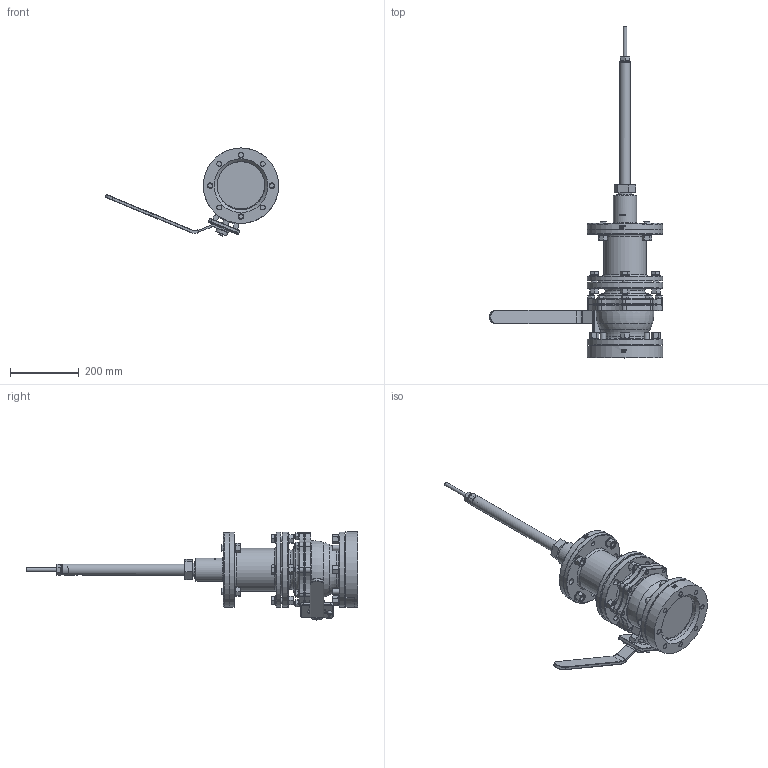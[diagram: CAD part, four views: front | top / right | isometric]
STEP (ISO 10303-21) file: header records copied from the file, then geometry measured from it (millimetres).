
FILE_DESCRIPTION (( 'STEP AP214' ), '1' );
FILE_NAME ('DB-100-SB-03 Closed Valve w sensor and 0,5m ext tube Solid.STEP', '2016-12-06T15:59:50', ( '' ), ( '' ), 'SwSTEP 2.0', 'SolidWorks 2016', '' );
FILE_SCHEMA (( 'AUTOMOTIVE_DESIGN' ));
Length unit declared in the file: millimetre
Products named in the file (1): DB-100-SB-03 Closed Valve w sensor and 0,5m ext tube Solid
Bounding box: 506.01 x 968.7 x 256.82 mm (x, y, z)
Volume: 10857848.4 mm3; surface area: 1129565.1 mm2
Topology: 61 solids, 63 shells, 1933 faces, 4660 edges, 2906 vertices
Faces by surface type: plane 914, cone 453, cylinder 344, torus 137, bspline 74, sphere 11
Full cylindrical faces by diameter (mm): 3.3 x1, 4 x1, 6.8 x1, 7 x2, 8 x6, 9 x2, 9.429 x2, 10 x4, 10.2 x8, 11 x2, 12 x17, 13 x13, 14 x24, 16 x28, 17 x8, 17.5 x14, 17.8 x8, 18 x9, 20 x1, 23 x1, 24 x5, 25.9 x3, 26 x2, 28 x3, 32 x1, 32.5 x3, 33 x1, 34 x1, 35 x1, 42 x1
Entity records: 79699 total; most frequent: CARTESIAN_POINT 16892, ORIENTED_EDGE 8190, DIRECTION 8171, EDGE_CURVE 4095, AXIS2_PLACEMENT_3D 3336, VERTEX_POINT 2726, EDGE_LOOP 2557, FACE_OUTER_BOUND 2167
